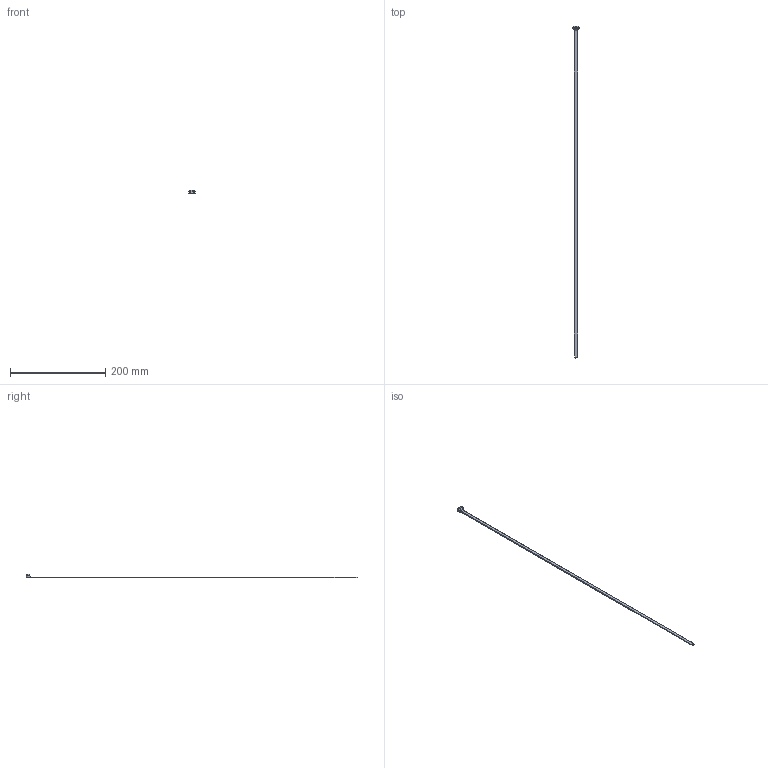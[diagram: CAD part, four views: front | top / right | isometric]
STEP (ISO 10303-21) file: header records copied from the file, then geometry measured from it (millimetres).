
FILE_DESCRIPTION(/* description */ (''),/* implementation_level */ '2;1');
FILE_NAME(/* name */ 'PANDUIT_BT8LH CUST SIMPLE 3D.stp',/* time_stamp */ '2019-12-16T15:07:06-06:00',/* author */ (''),/* organization */ (''),/* preprocessor_version */ 'ST-DEVELOPER v16',/* originating_system */ 'SIEMENS PLM Software NX 11.0',/* authorisation */ '');
FILE_SCHEMA (('AP203_CONFIGURATION_CONTROLLED_3D_DESIGN_OF_MECHANICAL_PARTS_AND_ASSEMBLIES_MIM_LF { 1 0 10303 403 2 1 2}'));
Length unit declared in the file: inch
Products named in the file (1): BWG3ECCFBA0mhz9
Bounding box: 13.19 x 698.5 x 8.13 mm (x, y, z)
Volume: 8225.4 mm3; surface area: 11652.7 mm2
Topology: 1 solids, 1 shells, 58 faces, 149 edges, 92 vertices
Faces by surface type: cylinder 19, plane 17, torus 10, bspline 6, extrusion 4, sphere 2
Entity records: 2182 total; most frequent: CARTESIAN_POINT 649, DIRECTION 309, ORIENTED_EDGE 298, EDGE_CURVE 149, AXIS2_PLACEMENT_3D 120, VERTEX_POINT 92, CIRCLE 70, VECTOR 69
